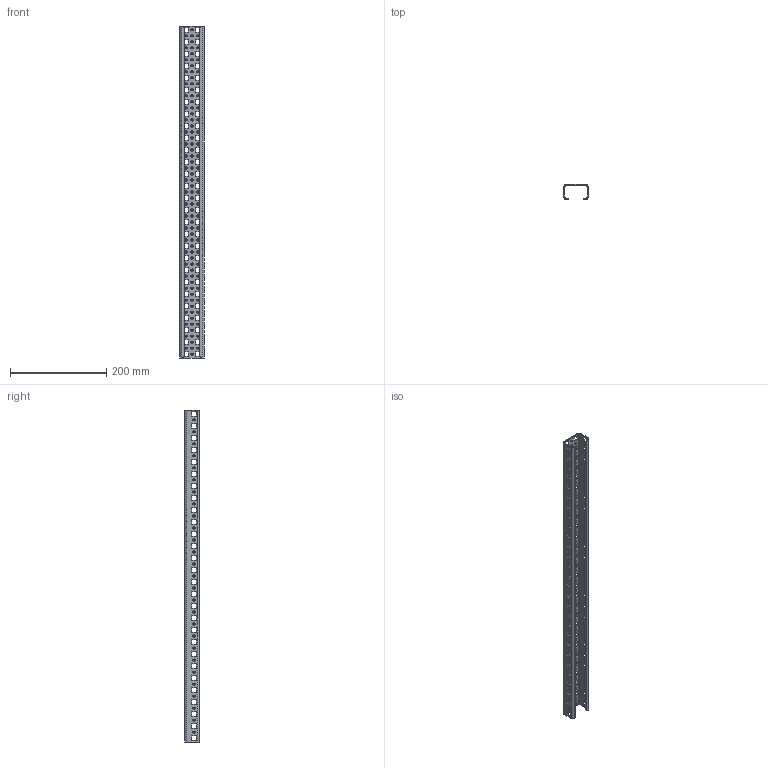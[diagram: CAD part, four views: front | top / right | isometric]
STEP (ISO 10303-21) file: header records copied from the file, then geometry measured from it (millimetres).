
FILE_DESCRIPTION (( 'STEP AP214' ), '1' );
FILE_NAME ('944.080.STEP', '2024-08-22T09:13:16', ( '' ), ( '' ), 'SwSTEP 2.0', 'SolidWorks 2021', '' );
FILE_SCHEMA (( 'AUTOMOTIVE_DESIGN' ));
Length unit declared in the file: millimetre
Products named in the file (1): 944.080
Bounding box: 50 x 30.5 x 691 mm (x, y, z)
Volume: 134660.4 mm3; surface area: 150991.3 mm2
Topology: 1 solids, 1 shells, 812 faces, 2398 edges, 1588 vertices
Faces by surface type: plane 474, cylinder 338
Entity records: 28276 total; most frequent: CARTESIAN_POINT 4799, ORIENTED_EDGE 4796, DIRECTION 4700, EDGE_CURVE 2398, VECTOR 1722, LINE 1722, VERTEX_POINT 1588, AXIS2_PLACEMENT_3D 1489
